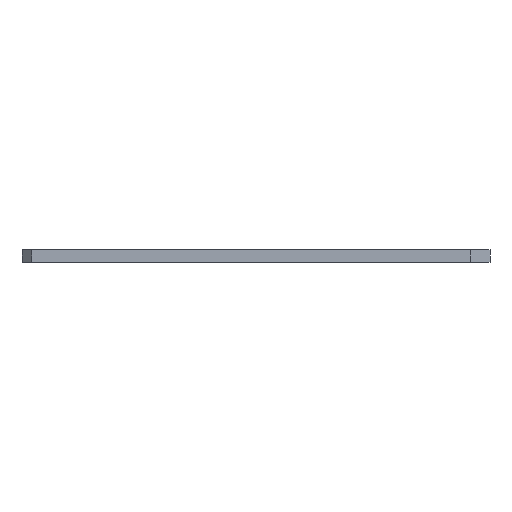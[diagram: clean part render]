
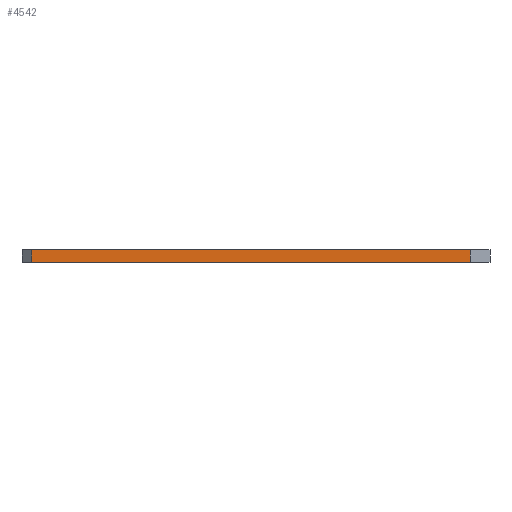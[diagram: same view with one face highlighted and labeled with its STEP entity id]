
A CAD part, front view. The second image highlights one B-rep face of the part: STEP entity #4542.
In plain terms, the highlighted planar face has unit normal (0, -1, 0).
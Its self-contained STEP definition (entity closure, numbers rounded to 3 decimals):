
#90 = PLANE('',#91);
#91 = AXIS2_PLACEMENT_3D('',#92,#93,#94);
#92 = CARTESIAN_POINT('',(148.126,-105.239,1.6));
#93 = DIRECTION('',(-0.,-0.,-1.));
#94 = DIRECTION('',(-1.,0.,0.));
#144 = PLANE('',#145);
#145 = AXIS2_PLACEMENT_3D('',#146,#147,#148);
#146 = CARTESIAN_POINT('',(148.126,-105.239,0.));
#147 = DIRECTION('',(-0.,-0.,-1.));
#148 = DIRECTION('',(-1.,0.,0.));
#365 = VERTEX_POINT('',#366);
#366 = CARTESIAN_POINT('',(175.806,-131.674,0.));
#380 = PLANE('',#381);
#381 = AXIS2_PLACEMENT_3D('',#382,#383,#384);
#382 = CARTESIAN_POINT('',(175.806,-129.134,0.));
#383 = DIRECTION('',(1.,0.,-0.));
#384 = DIRECTION('',(0.,-1.,0.));
#392 = EDGE_CURVE('',#365,#393,#395,.T.);
#393 = VERTEX_POINT('',#394);
#394 = CARTESIAN_POINT('',(119.926,-131.674,0.));
#395 = SURFACE_CURVE('',#396,(#400,#407),.PCURVE_S1.);
#396 = LINE('',#397,#398);
#397 = CARTESIAN_POINT('',(175.806,-131.674,0.));
#398 = VECTOR('',#399,1.);
#399 = DIRECTION('',(-1.,0.,0.));
#400 = PCURVE('',#144,#401);
#401 = DEFINITIONAL_REPRESENTATION('',(#402),#406);
#402 = LINE('',#403,#404);
#403 = CARTESIAN_POINT('',(-27.68,-26.435));
#404 = VECTOR('',#405,1.);
#405 = DIRECTION('',(1.,0.));
#406 = ( GEOMETRIC_REPRESENTATION_CONTEXT(2) 
PARAMETRIC_REPRESENTATION_CONTEXT() REPRESENTATION_CONTEXT('2D SPACE',''
  ) );
#407 = PCURVE('',#408,#413);
#408 = PLANE('',#409);
#409 = AXIS2_PLACEMENT_3D('',#410,#411,#412);
#410 = CARTESIAN_POINT('',(175.806,-131.674,0.));
#411 = DIRECTION('',(0.,-1.,0.));
#412 = DIRECTION('',(-1.,0.,0.));
#413 = DEFINITIONAL_REPRESENTATION('',(#414),#418);
#414 = LINE('',#415,#416);
#415 = CARTESIAN_POINT('',(0.,-0.));
#416 = VECTOR('',#417,1.);
#417 = DIRECTION('',(1.,0.));
#418 = ( GEOMETRIC_REPRESENTATION_CONTEXT(2) 
PARAMETRIC_REPRESENTATION_CONTEXT() REPRESENTATION_CONTEXT('2D SPACE',''
  ) );
#436 = PLANE('',#437);
#437 = AXIS2_PLACEMENT_3D('',#438,#439,#440);
#438 = CARTESIAN_POINT('',(119.926,-131.674,0.));
#439 = DIRECTION('',(-0.707,-0.707,0.));
#440 = DIRECTION('',(-0.707,0.707,0.));
#2538 = VERTEX_POINT('',#2539);
#2539 = CARTESIAN_POINT('',(175.806,-131.674,1.6));
#2560 = EDGE_CURVE('',#2538,#2561,#2563,.T.);
#2561 = VERTEX_POINT('',#2562);
#2562 = CARTESIAN_POINT('',(119.926,-131.674,1.6));
#2563 = SURFACE_CURVE('',#2564,(#2568,#2575),.PCURVE_S1.);
#2564 = LINE('',#2565,#2566);
#2565 = CARTESIAN_POINT('',(175.806,-131.674,1.6));
#2566 = VECTOR('',#2567,1.);
#2567 = DIRECTION('',(-1.,0.,0.));
#2568 = PCURVE('',#90,#2569);
#2569 = DEFINITIONAL_REPRESENTATION('',(#2570),#2574);
#2570 = LINE('',#2571,#2572);
#2571 = CARTESIAN_POINT('',(-27.68,-26.435));
#2572 = VECTOR('',#2573,1.);
#2573 = DIRECTION('',(1.,0.));
#2574 = ( GEOMETRIC_REPRESENTATION_CONTEXT(2) 
PARAMETRIC_REPRESENTATION_CONTEXT() REPRESENTATION_CONTEXT('2D SPACE',''
  ) );
#2575 = PCURVE('',#408,#2576);
#2576 = DEFINITIONAL_REPRESENTATION('',(#2577),#2581);
#2577 = LINE('',#2578,#2579);
#2578 = CARTESIAN_POINT('',(0.,-1.6));
#2579 = VECTOR('',#2580,1.);
#2580 = DIRECTION('',(1.,0.));
#2581 = ( GEOMETRIC_REPRESENTATION_CONTEXT(2) 
PARAMETRIC_REPRESENTATION_CONTEXT() REPRESENTATION_CONTEXT('2D SPACE',''
  ) );
#4494 = EDGE_CURVE('',#365,#2538,#4495,.T.);
#4495 = SURFACE_CURVE('',#4496,(#4500,#4507),.PCURVE_S1.);
#4496 = LINE('',#4497,#4498);
#4497 = CARTESIAN_POINT('',(175.806,-131.674,0.));
#4498 = VECTOR('',#4499,1.);
#4499 = DIRECTION('',(0.,0.,1.));
#4500 = PCURVE('',#380,#4501);
#4501 = DEFINITIONAL_REPRESENTATION('',(#4502),#4506);
#4502 = LINE('',#4503,#4504);
#4503 = CARTESIAN_POINT('',(2.54,0.));
#4504 = VECTOR('',#4505,1.);
#4505 = DIRECTION('',(0.,-1.));
#4506 = ( GEOMETRIC_REPRESENTATION_CONTEXT(2) 
PARAMETRIC_REPRESENTATION_CONTEXT() REPRESENTATION_CONTEXT('2D SPACE',''
  ) );
#4507 = PCURVE('',#408,#4508);
#4508 = DEFINITIONAL_REPRESENTATION('',(#4509),#4513);
#4509 = LINE('',#4510,#4511);
#4510 = CARTESIAN_POINT('',(0.,-0.));
#4511 = VECTOR('',#4512,1.);
#4512 = DIRECTION('',(0.,-1.));
#4513 = ( GEOMETRIC_REPRESENTATION_CONTEXT(2) 
PARAMETRIC_REPRESENTATION_CONTEXT() REPRESENTATION_CONTEXT('2D SPACE',''
  ) );
#4519 = EDGE_CURVE('',#393,#2561,#4520,.T.);
#4520 = SURFACE_CURVE('',#4521,(#4525,#4532),.PCURVE_S1.);
#4521 = LINE('',#4522,#4523);
#4522 = CARTESIAN_POINT('',(119.926,-131.674,0.));
#4523 = VECTOR('',#4524,1.);
#4524 = DIRECTION('',(0.,0.,1.));
#4525 = PCURVE('',#436,#4526);
#4526 = DEFINITIONAL_REPRESENTATION('',(#4527),#4531);
#4527 = LINE('',#4528,#4529);
#4528 = CARTESIAN_POINT('',(0.,0.));
#4529 = VECTOR('',#4530,1.);
#4530 = DIRECTION('',(0.,-1.));
#4531 = ( GEOMETRIC_REPRESENTATION_CONTEXT(2) 
PARAMETRIC_REPRESENTATION_CONTEXT() REPRESENTATION_CONTEXT('2D SPACE',''
  ) );
#4532 = PCURVE('',#408,#4533);
#4533 = DEFINITIONAL_REPRESENTATION('',(#4534),#4538);
#4534 = LINE('',#4535,#4536);
#4535 = CARTESIAN_POINT('',(55.88,0.));
#4536 = VECTOR('',#4537,1.);
#4537 = DIRECTION('',(0.,-1.));
#4538 = ( GEOMETRIC_REPRESENTATION_CONTEXT(2) 
PARAMETRIC_REPRESENTATION_CONTEXT() REPRESENTATION_CONTEXT('2D SPACE',''
  ) );
#4542 = ADVANCED_FACE('',(#4543),#408,.T.);
#4543 = FACE_BOUND('',#4544,.T.);
#4544 = EDGE_LOOP('',(#4545,#4546,#4547,#4548));
#4545 = ORIENTED_EDGE('',*,*,#4494,.T.);
#4546 = ORIENTED_EDGE('',*,*,#2560,.T.);
#4547 = ORIENTED_EDGE('',*,*,#4519,.F.);
#4548 = ORIENTED_EDGE('',*,*,#392,.F.);
